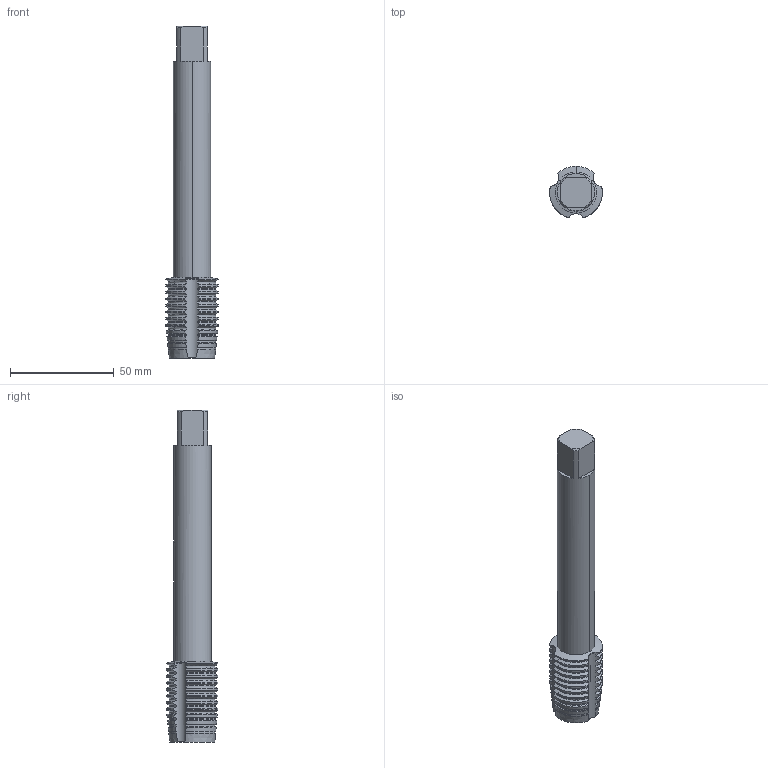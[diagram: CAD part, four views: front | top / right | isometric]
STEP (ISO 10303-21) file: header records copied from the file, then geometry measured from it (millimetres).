
FILE_DESCRIPTION(('no description'),'unknown implementation level');
FILE_NAME('solidWh7YS_WEiXtfd8ZLleBOQcBEejE_1.STP',' ',('CIM GmbH Aachen'),('CADClick - KiM GmbH - www.kimweb.de'),'unknown preprocess','ACIS','unknown authorization');
FILE_SCHEMA(('automotive_design'));
Length unit declared in the file: millimetre
Products named in the file (2): 1; 2
Bounding box: 25.4 x 24.88 x 160 mm (x, y, z)
Volume: 46242.9 mm3; surface area: 16466.1 mm2
Topology: 2 solids, 2 shells, 267 faces, 737 edges, 474 vertices
Faces by surface type: cone 140, cylinder 107, plane 17, torus 3
Entity records: 22161 total; most frequent: CARTESIAN_POINT 7233, STYLED_ITEM 1480, PRESENTATION_STYLE_ASSIGNMENT 1480, COLOUR_RGB 1480, ORIENTED_EDGE 1474, DIRECTION 1386, EDGE_CURVE 737, CURVE_STYLE 737
